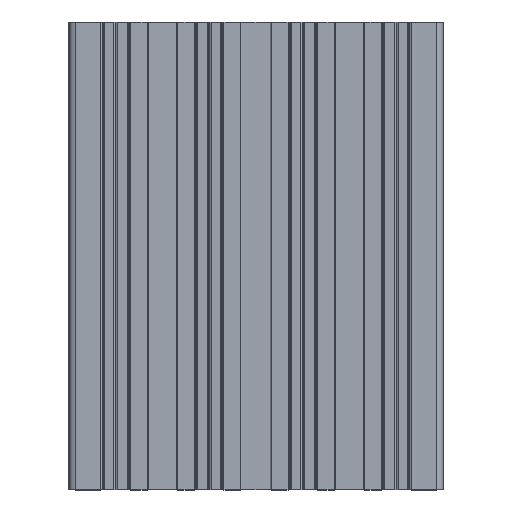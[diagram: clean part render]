
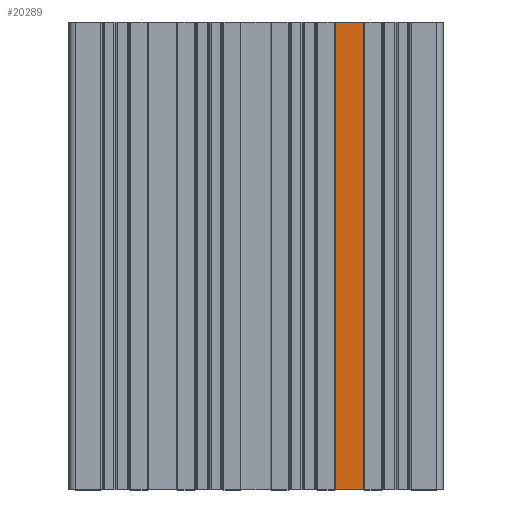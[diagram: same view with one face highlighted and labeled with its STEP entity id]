
A CAD part, top view. The second image highlights one B-rep face of the part: STEP entity #20289.
In plain terms, the highlighted planar face has unit normal (0, 0, 1).
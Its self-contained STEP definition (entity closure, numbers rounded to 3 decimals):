
#473=PLANE('',#22199);
#1439=FACE_OUTER_BOUND('',#2457,.T.);
#2457=EDGE_LOOP('',(#16297,#16298,#16299,#16300));
#4360=LINE('',#33705,#6432);
#4362=LINE('',#33709,#6434);
#4363=LINE('',#33711,#6435);
#4364=LINE('',#33712,#6436);
#6432=VECTOR('',#27650,10.);
#6434=VECTOR('',#27654,10.);
#6435=VECTOR('',#27655,10.);
#6436=VECTOR('',#27656,10.);
#9489=VERTEX_POINT('',#33702);
#9490=VERTEX_POINT('',#33704);
#9491=VERTEX_POINT('',#33708);
#9492=VERTEX_POINT('',#33710);
#12384=EDGE_CURVE('',#9489,#9490,#4360,.T.);
#12386=EDGE_CURVE('',#9489,#9491,#4362,.T.);
#12387=EDGE_CURVE('',#9491,#9492,#4363,.T.);
#12388=EDGE_CURVE('',#9490,#9492,#4364,.T.);
#16297=ORIENTED_EDGE('',*,*,#12386,.T.);
#16298=ORIENTED_EDGE('',*,*,#12387,.T.);
#16299=ORIENTED_EDGE('',*,*,#12388,.F.);
#16300=ORIENTED_EDGE('',*,*,#12384,.F.);
#20289=ADVANCED_FACE('',(#1439),#473,.T.);
#22199=AXIS2_PLACEMENT_3D('',#33707,#27652,#27653);
#27650=DIRECTION('',(0.,-1.,0.));
#27652=DIRECTION('center_axis',(0.,0.,1.));
#27653=DIRECTION('ref_axis',(1.,0.,0.));
#27654=DIRECTION('',(-1.,0.,0.));
#27655=DIRECTION('',(0.,-1.,0.));
#27656=DIRECTION('',(-1.,0.,0.));
#33702=CARTESIAN_POINT('',(46.,200.,39.));
#33704=CARTESIAN_POINT('',(46.,0.,39.));
#33705=CARTESIAN_POINT('',(46.,0.,39.));
#33707=CARTESIAN_POINT('Origin',(34.,0.,39.));
#33708=CARTESIAN_POINT('',(34.,200.,39.));
#33709=CARTESIAN_POINT('',(17.,200.,39.));
#33710=CARTESIAN_POINT('',(34.,0.,39.));
#33711=CARTESIAN_POINT('',(34.,0.,39.));
#33712=CARTESIAN_POINT('',(17.,0.,39.));
